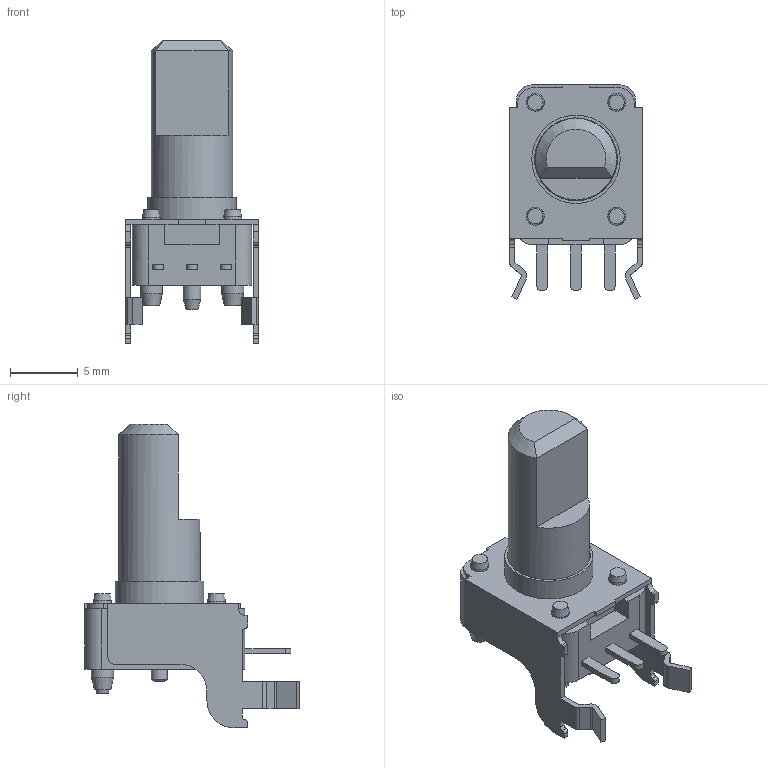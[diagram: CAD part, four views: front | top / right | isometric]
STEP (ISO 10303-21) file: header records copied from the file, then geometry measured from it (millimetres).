
FILE_DESCRIPTION((''),'2;1');
FILE_NAME('RK91F20MB.stp','2019-04-18T17:48:36',('kak13012'),(''),'Autodesk Inventor 2010','Autodesk Inventor 2010','');
FILE_SCHEMA(('AUTOMOTIVE_DESIGN { 1 0 10303 214 1 1 1 1 }'));
Length unit declared in the file: millimetre
Products named in the file (1): RK91F20MB_包膜_1
Bounding box: 9.8 x 15.8 x 22.4 mm (x, y, z)
Volume: 808.9 mm3; surface area: 1363.1 mm2
Topology: 1 solids, 1 shells, 233 faces, 608 edges, 397 vertices
Faces by surface type: plane 122, cylinder 66, bspline 30, cone 15
Full cylindrical faces by diameter (mm): 1.19 x1, 1.2 x1, 1.3 x4, 1.32 x4, 1.4 x1, 1.6 x2, 1.64 x2, 6 x1, 6.12 x1, 6.52 x1, 6.899 x1
Entity records: 7305 total; most frequent: CARTESIAN_POINT 1507, DIRECTION 1153, ORIENTED_EDGE 1130, EDGE_CURVE 565, AXIS2_PLACEMENT_3D 390, VERTEX_POINT 388, VECTOR 373, LINE 373
